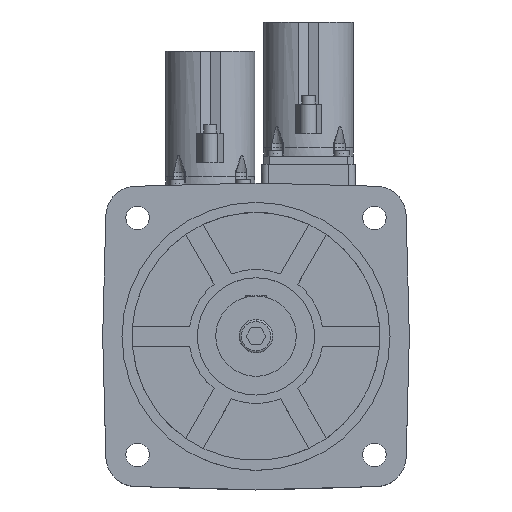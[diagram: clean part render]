
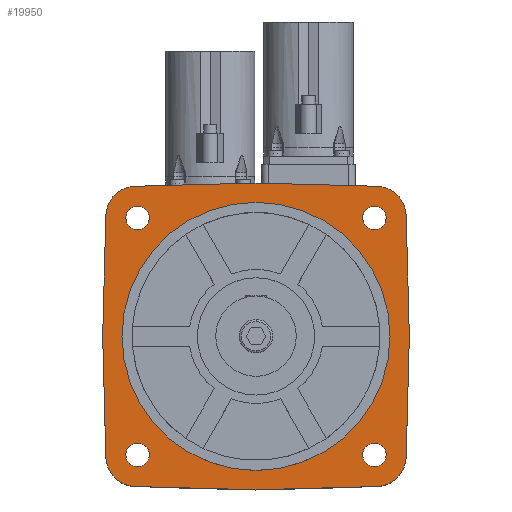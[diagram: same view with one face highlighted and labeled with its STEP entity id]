
A CAD part, top view. The second image highlights one B-rep face of the part: STEP entity #19950.
In plain terms, the highlighted planar face has unit normal (0, 0, 1).
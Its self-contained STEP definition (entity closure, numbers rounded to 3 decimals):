
#366=CARTESIAN_POINT('',(-35.809,35.809,0.));
#367=DIRECTION('',(0.,0.,1.));
#368=DIRECTION('',(-0.026,1.,0.));
#369=AXIS2_PLACEMENT_3D('',#366,#367,#368);
#371=DIRECTION('',(-1.,-0.026,0.));
#372=VECTOR('',#371,36.057);
#373=CARTESIAN_POINT('',(0.,45.75,0.));
#374=LINE('',#373,#372);
#375=DIRECTION('',(-1.,0.026,0.));
#376=VECTOR('',#375,36.057);
#377=CARTESIAN_POINT('',(36.045,44.806,0.));
#378=LINE('',#377,#376);
#379=CARTESIAN_POINT('',(35.809,35.809,0.));
#380=DIRECTION('',(0.,0.,1.));
#381=DIRECTION('',(1.,0.026,0.));
#382=AXIS2_PLACEMENT_3D('',#379,#380,#381);
#384=DIRECTION('',(-0.026,1.,0.));
#385=VECTOR('',#384,36.057);
#386=CARTESIAN_POINT('',(45.75,0.,0.));
#387=LINE('',#386,#385);
#388=DIRECTION('',(0.026,1.,0.));
#389=VECTOR('',#388,36.057);
#390=CARTESIAN_POINT('',(44.806,-36.045,0.));
#391=LINE('',#390,#389);
#392=CARTESIAN_POINT('',(35.809,-35.809,0.));
#393=DIRECTION('',(0.,0.,1.));
#394=DIRECTION('',(0.026,-1.,0.));
#395=AXIS2_PLACEMENT_3D('',#392,#393,#394);
#397=DIRECTION('',(1.,0.026,0.));
#398=VECTOR('',#397,36.057);
#399=CARTESIAN_POINT('',(0.,-45.75,0.));
#400=LINE('',#399,#398);
#401=DIRECTION('',(1.,-0.026,0.));
#402=VECTOR('',#401,36.057);
#403=CARTESIAN_POINT('',(-36.045,-44.806,0.));
#404=LINE('',#403,#402);
#405=CARTESIAN_POINT('',(-35.809,-35.809,0.));
#406=DIRECTION('',(0.,0.,1.));
#407=DIRECTION('',(-1.,-0.026,0.));
#408=AXIS2_PLACEMENT_3D('',#405,#406,#407);
#410=DIRECTION('',(0.026,-1.,0.));
#411=VECTOR('',#410,36.057);
#412=CARTESIAN_POINT('',(-45.75,0.,0.));
#413=LINE('',#412,#411);
#414=DIRECTION('',(-0.026,-1.,0.));
#415=VECTOR('',#414,36.057);
#416=CARTESIAN_POINT('',(-44.806,36.045,0.));
#417=LINE('',#416,#415);
#418=CARTESIAN_POINT('',(0.,0.,0.));
#419=DIRECTION('',(0.,0.,1.));
#420=DIRECTION('',(1.,0.,0.));
#421=AXIS2_PLACEMENT_3D('',#418,#419,#420);
#423=CARTESIAN_POINT('',(0.,0.,0.));
#424=DIRECTION('',(0.,0.,1.));
#425=DIRECTION('',(-1.,0.,0.));
#426=AXIS2_PLACEMENT_3D('',#423,#424,#425);
#428=CARTESIAN_POINT('',(35.355,35.355,0.));
#429=DIRECTION('',(0.,0.,1.));
#430=DIRECTION('',(0.707,0.707,0.));
#431=AXIS2_PLACEMENT_3D('',#428,#429,#430);
#433=CARTESIAN_POINT('',(35.355,35.355,0.));
#434=DIRECTION('',(0.,0.,1.));
#435=DIRECTION('',(-0.707,-0.707,0.));
#436=AXIS2_PLACEMENT_3D('',#433,#434,#435);
#438=CARTESIAN_POINT('',(-35.355,35.355,0.));
#439=DIRECTION('',(0.,0.,1.));
#440=DIRECTION('',(-0.707,0.707,0.));
#441=AXIS2_PLACEMENT_3D('',#438,#439,#440);
#443=CARTESIAN_POINT('',(-35.355,35.355,0.));
#444=DIRECTION('',(0.,0.,1.));
#445=DIRECTION('',(0.707,-0.707,0.));
#446=AXIS2_PLACEMENT_3D('',#443,#444,#445);
#448=CARTESIAN_POINT('',(-35.355,-35.355,0.));
#449=DIRECTION('',(0.,0.,1.));
#450=DIRECTION('',(-0.707,-0.707,0.));
#451=AXIS2_PLACEMENT_3D('',#448,#449,#450);
#453=CARTESIAN_POINT('',(-35.355,-35.355,0.));
#454=DIRECTION('',(0.,0.,1.));
#455=DIRECTION('',(0.707,0.707,0.));
#456=AXIS2_PLACEMENT_3D('',#453,#454,#455);
#458=CARTESIAN_POINT('',(35.355,-35.355,0.));
#459=DIRECTION('',(0.,0.,1.));
#460=DIRECTION('',(0.707,-0.707,0.));
#461=AXIS2_PLACEMENT_3D('',#458,#459,#460);
#463=CARTESIAN_POINT('',(35.355,-35.355,0.));
#464=DIRECTION('',(0.,0.,1.));
#465=DIRECTION('',(-0.707,0.707,0.));
#466=AXIS2_PLACEMENT_3D('',#463,#464,#465);
#16628=CARTESIAN_POINT('',(-36.045,44.806,0.));
#16629=CARTESIAN_POINT('',(-44.806,36.045,0.));
#16630=VERTEX_POINT('',#16628);
#16631=VERTEX_POINT('',#16629);
#16632=CARTESIAN_POINT('',(-45.75,0.,0.));
#16633=VERTEX_POINT('',#16632);
#16634=CARTESIAN_POINT('',(-44.806,-36.045,0.));
#16635=VERTEX_POINT('',#16634);
#16636=CARTESIAN_POINT('',(-36.045,-44.806,0.));
#16637=VERTEX_POINT('',#16636);
#16638=CARTESIAN_POINT('',(0.,-45.75,0.));
#16639=VERTEX_POINT('',#16638);
#16640=CARTESIAN_POINT('',(36.045,-44.806,0.));
#16641=VERTEX_POINT('',#16640);
#16642=CARTESIAN_POINT('',(44.806,-36.045,0.));
#16643=VERTEX_POINT('',#16642);
#16644=CARTESIAN_POINT('',(45.75,0.,0.));
#16645=VERTEX_POINT('',#16644);
#16646=CARTESIAN_POINT('',(44.806,36.045,0.));
#16647=VERTEX_POINT('',#16646);
#16648=CARTESIAN_POINT('',(36.045,44.806,0.));
#16649=VERTEX_POINT('',#16648);
#16650=CARTESIAN_POINT('',(0.,45.75,0.));
#16651=VERTEX_POINT('',#16650);
#16808=CARTESIAN_POINT('',(40.,0.,0.));
#16809=CARTESIAN_POINT('',(-40.,0.,0.));
#16810=VERTEX_POINT('',#16808);
#16811=VERTEX_POINT('',#16809);
#16816=CARTESIAN_POINT('',(37.83,37.83,0.));
#16817=CARTESIAN_POINT('',(32.88,32.88,0.));
#16818=VERTEX_POINT('',#16816);
#16819=VERTEX_POINT('',#16817);
#16824=CARTESIAN_POINT('',(-37.83,37.83,0.));
#16825=CARTESIAN_POINT('',(-32.88,32.88,0.));
#16826=VERTEX_POINT('',#16824);
#16827=VERTEX_POINT('',#16825);
#16832=CARTESIAN_POINT('',(-37.83,-37.83,0.));
#16833=CARTESIAN_POINT('',(-32.88,-32.88,0.));
#16834=VERTEX_POINT('',#16832);
#16835=VERTEX_POINT('',#16833);
#16840=CARTESIAN_POINT('',(37.83,-37.83,0.));
#16841=CARTESIAN_POINT('',(32.88,-32.88,0.));
#16842=VERTEX_POINT('',#16840);
#16843=VERTEX_POINT('',#16841);
#19901=CARTESIAN_POINT('',(-45.75,0.,0.));
#19902=DIRECTION('',(0.,0.,1.));
#19903=DIRECTION('',(1.,0.,0.));
#19904=AXIS2_PLACEMENT_3D('',#19901,#19902,#19903);
#19905=PLANE('',#19904);
#19906=ORIENTED_EDGE('',*,*,#19741,.F.);
#19907=ORIENTED_EDGE('',*,*,#19756,.F.);
#19908=ORIENTED_EDGE('',*,*,#19770,.F.);
#19909=ORIENTED_EDGE('',*,*,#19784,.F.);
#19910=ORIENTED_EDGE('',*,*,#19798,.F.);
#19911=ORIENTED_EDGE('',*,*,#19812,.F.);
#19912=ORIENTED_EDGE('',*,*,#19826,.F.);
#19913=ORIENTED_EDGE('',*,*,#19840,.F.);
#19914=ORIENTED_EDGE('',*,*,#19854,.F.);
#19915=ORIENTED_EDGE('',*,*,#19868,.F.);
#19916=ORIENTED_EDGE('',*,*,#19882,.F.);
#19917=ORIENTED_EDGE('',*,*,#19895,.F.);
#19918=EDGE_LOOP('',(#19906,#19907,#19908,#19909,#19910,#19911,#19912,#19913,
#19914,#19915,#19916,#19917));
#19919=FACE_OUTER_BOUND('',#19918,.F.);
#19921=ORIENTED_EDGE('',*,*,#19920,.T.);
#19923=ORIENTED_EDGE('',*,*,#19922,.T.);
#19924=EDGE_LOOP('',(#19921,#19923));
#19925=FACE_BOUND('',#19924,.F.);
#19927=ORIENTED_EDGE('',*,*,#19926,.T.);
#19929=ORIENTED_EDGE('',*,*,#19928,.T.);
#19930=EDGE_LOOP('',(#19927,#19929));
#19931=FACE_BOUND('',#19930,.F.);
#19933=ORIENTED_EDGE('',*,*,#19932,.T.);
#19935=ORIENTED_EDGE('',*,*,#19934,.T.);
#19936=EDGE_LOOP('',(#19933,#19935));
#19937=FACE_BOUND('',#19936,.F.);
#19939=ORIENTED_EDGE('',*,*,#19938,.T.);
#19941=ORIENTED_EDGE('',*,*,#19940,.T.);
#19942=EDGE_LOOP('',(#19939,#19941));
#19943=FACE_BOUND('',#19942,.F.);
#19945=ORIENTED_EDGE('',*,*,#19944,.T.);
#19947=ORIENTED_EDGE('',*,*,#19946,.T.);
#19948=EDGE_LOOP('',(#19945,#19947));
#19949=FACE_BOUND('',#19948,.F.);
#19950=ADVANCED_FACE('',(#19919,#19925,#19931,#19937,#19943,#19949),#19905,.T.);
#370=CIRCLE('',#369,9.);
#383=CIRCLE('',#382,9.);
#396=CIRCLE('',#395,9.);
#409=CIRCLE('',#408,9.);
#422=CIRCLE('',#421,40.);
#427=CIRCLE('',#426,40.);
#432=CIRCLE('',#431,3.5);
#437=CIRCLE('',#436,3.5);
#442=CIRCLE('',#441,3.5);
#447=CIRCLE('',#446,3.5);
#452=CIRCLE('',#451,3.5);
#457=CIRCLE('',#456,3.5);
#462=CIRCLE('',#461,3.5);
#467=CIRCLE('',#466,3.5);
#19741=EDGE_CURVE('',#16630,#16631,#370,.T.);
#19756=EDGE_CURVE('',#16651,#16630,#374,.T.);
#19770=EDGE_CURVE('',#16649,#16651,#378,.T.);
#19784=EDGE_CURVE('',#16647,#16649,#383,.T.);
#19798=EDGE_CURVE('',#16645,#16647,#387,.T.);
#19812=EDGE_CURVE('',#16643,#16645,#391,.T.);
#19826=EDGE_CURVE('',#16641,#16643,#396,.T.);
#19840=EDGE_CURVE('',#16639,#16641,#400,.T.);
#19854=EDGE_CURVE('',#16637,#16639,#404,.T.);
#19868=EDGE_CURVE('',#16635,#16637,#409,.T.);
#19882=EDGE_CURVE('',#16633,#16635,#413,.T.);
#19895=EDGE_CURVE('',#16631,#16633,#417,.T.);
#19920=EDGE_CURVE('',#16810,#16811,#422,.T.);
#19922=EDGE_CURVE('',#16811,#16810,#427,.T.);
#19926=EDGE_CURVE('',#16818,#16819,#432,.T.);
#19928=EDGE_CURVE('',#16819,#16818,#437,.T.);
#19932=EDGE_CURVE('',#16826,#16827,#442,.T.);
#19934=EDGE_CURVE('',#16827,#16826,#447,.T.);
#19938=EDGE_CURVE('',#16834,#16835,#452,.T.);
#19940=EDGE_CURVE('',#16835,#16834,#457,.T.);
#19944=EDGE_CURVE('',#16842,#16843,#462,.T.);
#19946=EDGE_CURVE('',#16843,#16842,#467,.T.);
